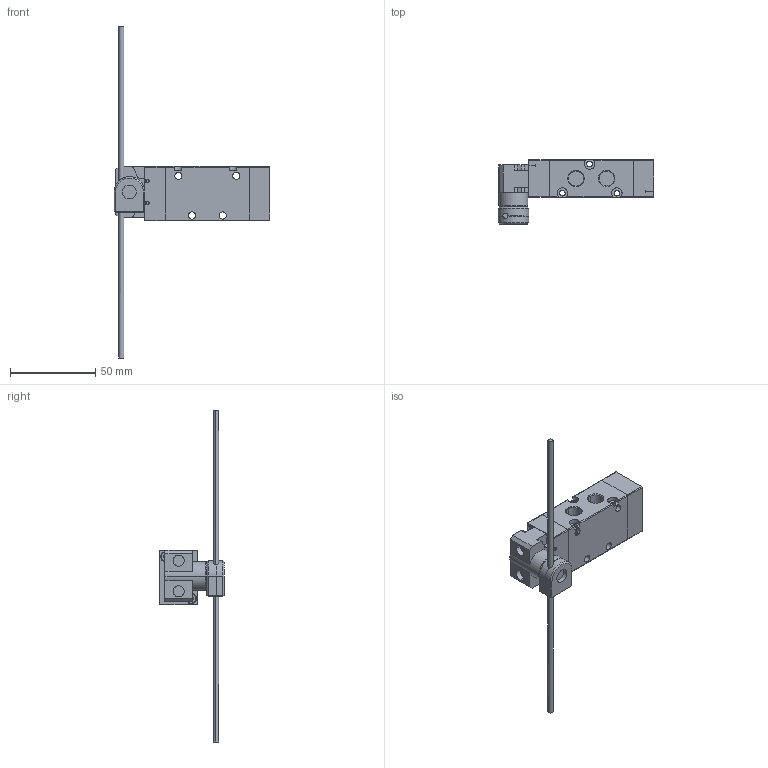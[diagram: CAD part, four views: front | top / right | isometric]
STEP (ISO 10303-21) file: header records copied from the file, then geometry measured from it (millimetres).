
FILE_DESCRIPTION (( 'STEP AP214' ), '1' );
FILE_NAME ('82_4_g71.STEP', '2015-12-21T09:48:31', ( '' ), ( '' ), 'SwSTEP 2.0', 'SolidWorks 2016', '' );
FILE_SCHEMA (( 'AUTOMOTIVE_DESIGN' ));
Length unit declared in the file: millimetre
Products named in the file (1): 82_4_g71
Bounding box: 91.5 x 37.75 x 195 mm (x, y, z)
Volume: 61627.8 mm3; surface area: 22253 mm2
Topology: 8 solids, 8 shells, 364 faces, 869 edges, 545 vertices
Faces by surface type: plane 180, cylinder 105, cone 41, bspline 20, torus 18
Entity records: 12522 total; most frequent: CARTESIAN_POINT 3354, DIRECTION 1790, ORIENTED_EDGE 1722, EDGE_CURVE 861, AXIS2_PLACEMENT_3D 647, VERTEX_POINT 545, VECTOR 496, LINE 496
